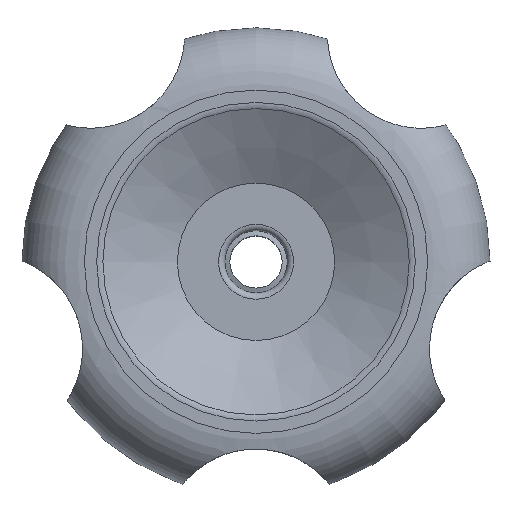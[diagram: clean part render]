
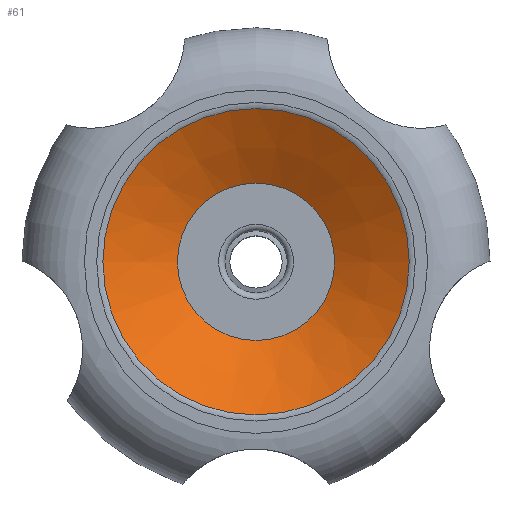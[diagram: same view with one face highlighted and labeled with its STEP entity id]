
A CAD part, top view. The second image highlights one B-rep face of the part: STEP entity #61.
In plain terms, the highlighted conical face has half-angle 60.548 degrees and reference radius 25 mm.
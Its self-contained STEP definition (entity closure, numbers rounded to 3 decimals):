
#61 = ADVANCED_FACE( '', ( #138, #139 ), #140, .F. );
#138 = FACE_OUTER_BOUND( '', #245, .T. );
#139 = FACE_BOUND( '', #246, .T. );
#140 = CONICAL_SURFACE( '', #247, 25., 1.057 );
#245 = EDGE_LOOP( '', ( #358 ) );
#246 = EDGE_LOOP( '', ( #359 ) );
#247 = AXIS2_PLACEMENT_3D( '', #360, #361, #362 );
#358 = ORIENTED_EDGE( '', *, *, #490, .T. );
#359 = ORIENTED_EDGE( '', *, *, #491, .F. );
#360 = CARTESIAN_POINT( '', ( 0., 0., 48. ) );
#361 = DIRECTION( '', ( 0., 0., 1. ) );
#362 = DIRECTION( '', ( 1., 0., 0. ) );
#490 = EDGE_CURVE( '', #550, #550, #551, .F. );
#491 = EDGE_CURVE( '', #552, #552, #553, .T. );
#550 = VERTEX_POINT( '', #831 );
#551 = CIRCLE( '', #832, 24.542 );
#552 = VERTEX_POINT( '', #833 );
#553 = CIRCLE( '', #834, 12.603 );
#831 = CARTESIAN_POINT( '', ( -24.542, 0., 47.742 ) );
#832 = AXIS2_PLACEMENT_3D( '', #1220, #1221, #1222 );
#833 = CARTESIAN_POINT( '', ( 12.603, 0., 41. ) );
#834 = AXIS2_PLACEMENT_3D( '', #1223, #1224, #1225 );
#1220 = CARTESIAN_POINT( '', ( 0., 0., 47.742 ) );
#1221 = DIRECTION( '', ( 0., 0., -1. ) );
#1222 = DIRECTION( '', ( -1., 0., 0. ) );
#1223 = CARTESIAN_POINT( '', ( 0., 0., 41. ) );
#1224 = DIRECTION( '', ( 0., 0., 1. ) );
#1225 = DIRECTION( '', ( 1., 0., 0. ) );
